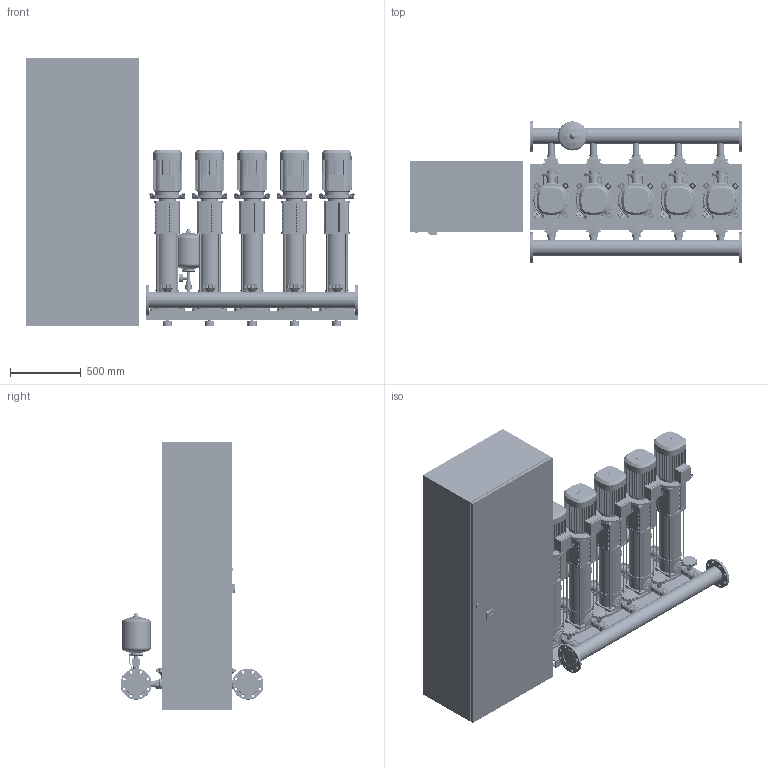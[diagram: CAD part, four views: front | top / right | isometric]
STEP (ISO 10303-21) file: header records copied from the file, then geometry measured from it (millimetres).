
FILE_DESCRIPTION((''),'2;1');
FILE_NAME('3d_CO-5HELIXV1012_K_CC-01-2534142.stp','2016-01-25T08:33:30',(''),(''),'Mechanical Desktop 2009','Mechanical Desktop 2009',', , ');
FILE_SCHEMA(('CONFIG_CONTROL_DESIGN'));
Length unit declared in the file: millimetre
Products named in the file (1): Product
Bounding box: 2350 x 1012 x 1900 mm (x, y, z)
Volume: 959872030.9 mm3; surface area: 20295249.9 mm2
Topology: 247 solids, 247 shells, 8492 faces, 22301 edges, 14596 vertices
Faces by surface type: plane 3544, bspline 2246, cylinder 2150, cone 386, torus 134, sphere 32
Entity records: 280402 total; most frequent: CARTESIAN_POINT 71244, ORIENTED_EDGE 44546, DIRECTION 40785, EDGE_CURVE 22273, VERTEX_POINT 14590, VECTOR 14119, LINE 14119, AXIS2_PLACEMENT_3D 13333
